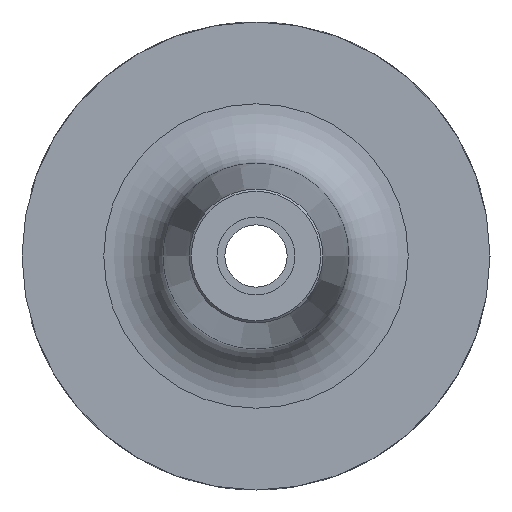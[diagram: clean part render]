
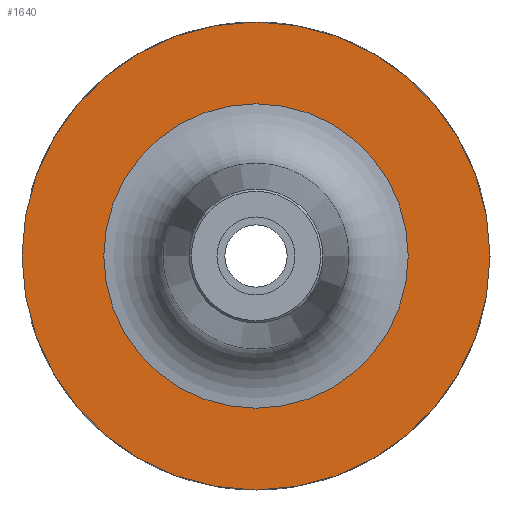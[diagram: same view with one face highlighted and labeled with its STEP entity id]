
A CAD part, left-side view. The second image highlights one B-rep face of the part: STEP entity #1640.
In plain terms, the highlighted planar face has unit normal (-1, 0, 0).
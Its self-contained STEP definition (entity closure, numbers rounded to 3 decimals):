
#150=FACE_BOUND('',#377,.T.);
#188=PLANE('',#1845);
#277=FACE_OUTER_BOUND('',#376,.T.);
#376=EDGE_LOOP('',(#1462,#1463));
#377=EDGE_LOOP('',(#1464,#1465));
#609=CIRCLE('',#1843,20.489);
#610=CIRCLE('',#1844,20.489);
#611=CIRCLE('',#1846,31.5);
#612=CIRCLE('',#1847,31.5);
#781=VERTEX_POINT('',#4031);
#782=VERTEX_POINT('',#4033);
#783=VERTEX_POINT('',#4037);
#784=VERTEX_POINT('',#4038);
#1028=EDGE_CURVE('',#782,#781,#609,.T.);
#1029=EDGE_CURVE('',#781,#782,#610,.T.);
#1030=EDGE_CURVE('',#783,#784,#611,.T.);
#1031=EDGE_CURVE('',#784,#783,#612,.T.);
#1462=ORIENTED_EDGE('',*,*,#1030,.F.);
#1463=ORIENTED_EDGE('',*,*,#1031,.F.);
#1464=ORIENTED_EDGE('',*,*,#1028,.T.);
#1465=ORIENTED_EDGE('',*,*,#1029,.T.);
#1640=ADVANCED_FACE('',(#277,#150),#188,.T.);
#1843=AXIS2_PLACEMENT_3D('',#4034,#2274,#2275);
#1844=AXIS2_PLACEMENT_3D('',#4035,#2276,#2277);
#1845=AXIS2_PLACEMENT_3D('',#4036,#2278,#2279);
#1846=AXIS2_PLACEMENT_3D('',#4039,#2280,#2281);
#1847=AXIS2_PLACEMENT_3D('',#4040,#2282,#2283);
#2274=DIRECTION('center_axis',(1.,0.,0.));
#2275=DIRECTION('ref_axis',(0.,1.,0.));
#2276=DIRECTION('center_axis',(1.,0.,0.));
#2277=DIRECTION('ref_axis',(0.,1.,0.));
#2278=DIRECTION('center_axis',(-1.,0.,0.));
#2279=DIRECTION('ref_axis',(0.,0.,1.));
#2280=DIRECTION('center_axis',(1.,0.,0.));
#2281=DIRECTION('ref_axis',(0.,1.,0.));
#2282=DIRECTION('center_axis',(1.,0.,0.));
#2283=DIRECTION('ref_axis',(0.,1.,0.));
#4031=CARTESIAN_POINT('',(-22.,0.,20.489));
#4033=CARTESIAN_POINT('',(-22.,20.489,0.));
#4034=CARTESIAN_POINT('Origin',(-22.,0.,0.));
#4035=CARTESIAN_POINT('Origin',(-22.,0.,0.));
#4036=CARTESIAN_POINT('Origin',(-22.,25.994,0.));
#4037=CARTESIAN_POINT('',(-22.,31.5,0.));
#4038=CARTESIAN_POINT('',(-22.,-31.5,0.));
#4039=CARTESIAN_POINT('Origin',(-22.,0.,0.));
#4040=CARTESIAN_POINT('Origin',(-22.,0.,0.));
